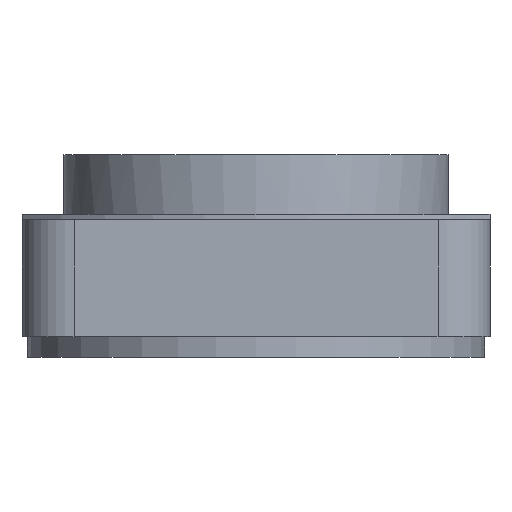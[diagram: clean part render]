
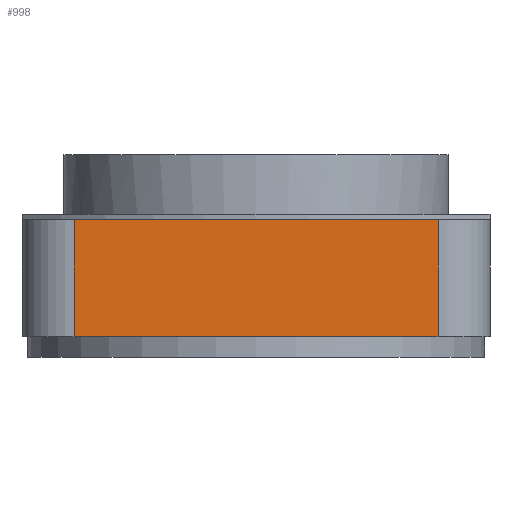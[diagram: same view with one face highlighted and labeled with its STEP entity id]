
A CAD part, front view. The second image highlights one B-rep face of the part: STEP entity #998.
In plain terms, the highlighted planar face has unit normal (0, -1, 0).
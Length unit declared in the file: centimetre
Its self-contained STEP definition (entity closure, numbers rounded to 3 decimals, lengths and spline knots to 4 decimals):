
#69=PLANE('',#1094);
#70=VECTOR('',#1099,1.);
#74=VECTOR('',#1110,1.);
#89=VECTOR('',#1140,1.);
#90=VECTOR('',#1142,1.);
#156=LINE('',#1341,#70);
#160=LINE('',#1355,#74);
#175=LINE('',#1397,#89);
#176=LINE('',#1399,#90);
#243=VERTEX_POINT('',#1340);
#244=VERTEX_POINT('',#1342);
#249=VERTEX_POINT('',#1354);
#268=VERTEX_POINT('',#1396);
#379=EDGE_CURVE('',#243,#244,#156,.T.);
#386=EDGE_CURVE('',#243,#249,#160,.T.);
#409=EDGE_CURVE('',#268,#249,#175,.T.);
#410=EDGE_CURVE('',#244,#268,#176,.T.);
#776=ORIENTED_EDGE('',*,*,#379,.F.);
#777=ORIENTED_EDGE('',*,*,#386,.T.);
#778=ORIENTED_EDGE('',*,*,#409,.F.);
#779=ORIENTED_EDGE('',*,*,#410,.F.);
#859=EDGE_LOOP('',(#776,#777,#778,#779));
#939=FACE_BOUND('',#859,.T.);
#998=ADVANCED_FACE('',(#939),#69,.T.);
#1094=AXIS2_PLACEMENT_3D('',#1612,#1336,$);
#1099=DIRECTION('',(0.,0.,-1.));
#1110=DIRECTION('',(-1.,0.,0.));
#1140=DIRECTION('',(0.,0.,1.));
#1142=DIRECTION('',(-1.,0.,0.));
#1336=DIRECTION('',(0.,-1.,0.));
#1340=CARTESIAN_POINT('',(0.8,0.,0.225));
#1341=CARTESIAN_POINT('',(0.8,0.,0.));
#1342=CARTESIAN_POINT('',(0.8,0.,0.));
#1354=CARTESIAN_POINT('',(0.1,0.,0.225));
#1355=CARTESIAN_POINT('',(0.9,0.,0.225));
#1396=CARTESIAN_POINT('',(0.1,0.,0.));
#1397=CARTESIAN_POINT('',(0.1,0.,0.));
#1399=CARTESIAN_POINT('',(0.9,0.,0.));
#1612=CARTESIAN_POINT('',(0.45,0.,0.));
